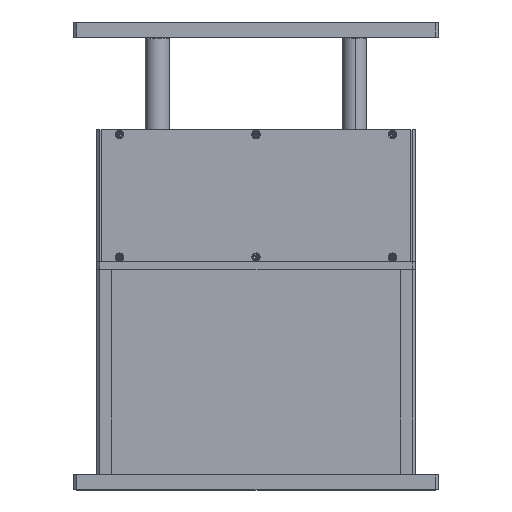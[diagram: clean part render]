
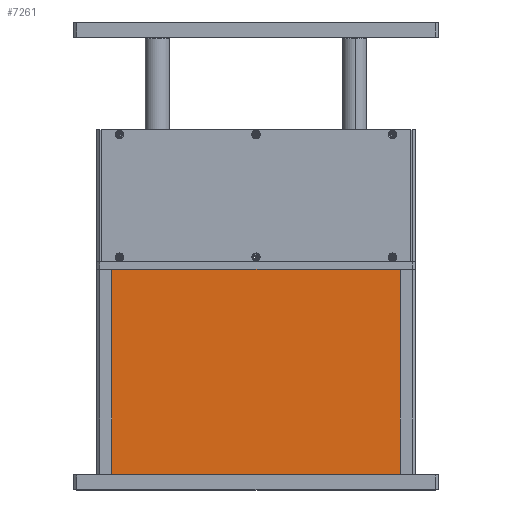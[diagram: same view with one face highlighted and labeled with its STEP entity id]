
A CAD part, top view. The second image highlights one B-rep face of the part: STEP entity #7261.
In plain terms, the highlighted planar face has unit normal (0, 0, 1).
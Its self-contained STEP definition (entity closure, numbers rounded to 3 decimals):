
#1365 = EDGE_CURVE ( 'NONE', #31515, #21216, #3064, .T. ) ;
#3064 = LINE ( 'NONE', #26317, #8687 ) ;
#3098 = VERTEX_POINT ( 'NONE', #16536 ) ;
#3395 = CARTESIAN_POINT ( 'NONE',  ( 95., -135., 105. ) ) ;
#4789 = LINE ( 'NONE', #29992, #14715 ) ;
#5675 = EDGE_LOOP ( 'NONE', ( #21564, #27200, #25228, #15661 ) ) ;
#6116 = VERTEX_POINT ( 'NONE', #35050 ) ;
#6398 = AXIS2_PLACEMENT_3D ( 'NONE', #31984, #7748, #21347 ) ;
#7261 = ADVANCED_FACE ( 'NONE', ( #27759 ), #9647, .F. ) ;
#7748 = DIRECTION ( 'NONE',  ( 0., 0., -1. ) ) ;
#7807 = DIRECTION ( 'NONE',  ( 0., 1., 0. ) ) ;
#8687 = VECTOR ( 'NONE', #15573, 1000. ) ;
#8910 = VECTOR ( 'NONE', #21666, 1000. ) ;
#9647 = PLANE ( 'NONE',  #6398 ) ;
#9831 = EDGE_CURVE ( 'NONE', #6116, #31515, #22349, .T. ) ;
#10521 = EDGE_CURVE ( 'NONE', #21216, #3098, #16259, .T. ) ;
#14715 = VECTOR ( 'NONE', #7807, 1000. ) ;
#15032 = CARTESIAN_POINT ( 'NONE',  ( 95., 0., 105. ) ) ;
#15573 = DIRECTION ( 'NONE',  ( 0., -1., 0. ) ) ;
#15661 = ORIENTED_EDGE ( 'NONE', *, *, #10521, .F. ) ;
#16259 = LINE ( 'NONE', #21898, #8910 ) ;
#16536 = CARTESIAN_POINT ( 'NONE',  ( -95., -135., 105. ) ) ;
#17564 = EDGE_CURVE ( 'NONE', #3098, #6116, #4789, .T. ) ;
#18331 = DIRECTION ( 'NONE',  ( 1., 0., 0. ) ) ;
#21216 = VERTEX_POINT ( 'NONE', #3395 ) ;
#21347 = DIRECTION ( 'NONE',  ( 0., 1., 0. ) ) ;
#21564 = ORIENTED_EDGE ( 'NONE', *, *, #1365, .F. ) ;
#21666 = DIRECTION ( 'NONE',  ( -1., 0., 0. ) ) ;
#21898 = CARTESIAN_POINT ( 'NONE',  ( -95., -135., 105. ) ) ;
#22349 = LINE ( 'NONE', #35064, #25362 ) ;
#25228 = ORIENTED_EDGE ( 'NONE', *, *, #17564, .F. ) ;
#25362 = VECTOR ( 'NONE', #18331, 1000. ) ;
#26317 = CARTESIAN_POINT ( 'NONE',  ( 95., -135., 105. ) ) ;
#27200 = ORIENTED_EDGE ( 'NONE', *, *, #9831, .F. ) ;
#27759 = FACE_OUTER_BOUND ( 'NONE', #5675, .T. ) ;
#29992 = CARTESIAN_POINT ( 'NONE',  ( -95., -135., 105. ) ) ;
#31515 = VERTEX_POINT ( 'NONE', #15032 ) ;
#31984 = CARTESIAN_POINT ( 'NONE',  ( 0., -67.5, 105. ) ) ;
#35050 = CARTESIAN_POINT ( 'NONE',  ( -95., 0., 105. ) ) ;
#35064 = CARTESIAN_POINT ( 'NONE',  ( -95., 0., 105. ) ) ;
